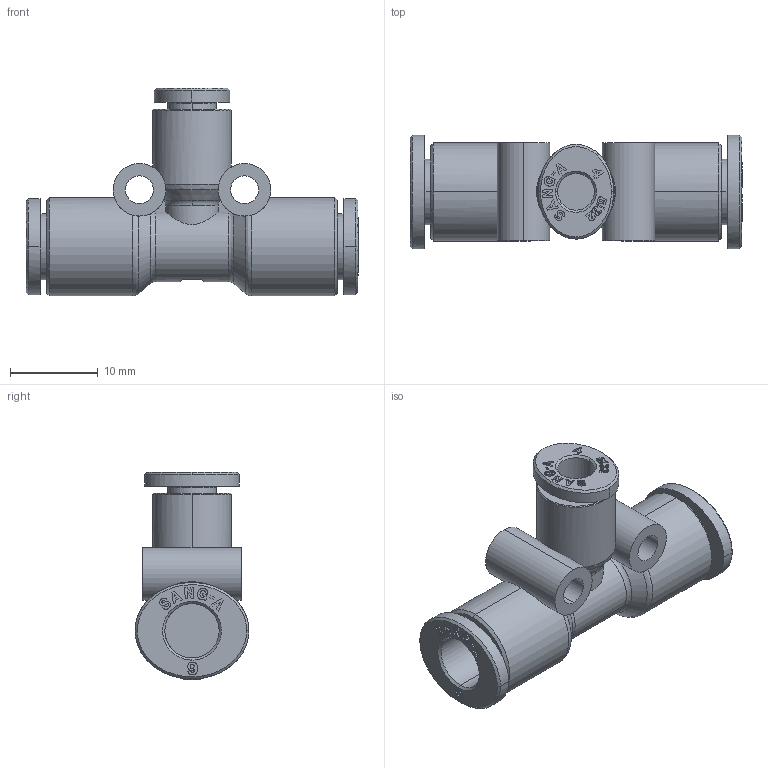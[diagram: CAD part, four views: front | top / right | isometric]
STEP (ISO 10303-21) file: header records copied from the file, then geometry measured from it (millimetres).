
FILE_DESCRIPTION (( 'STEP AP214' ), '1' );
FILE_NAME ('PUG06-04.stp', '2015-08-18T06:50:43', ( '' ), ( '' ), 'SwSTEP 2.0', 'SolidWorks 2015', '' );
FILE_SCHEMA (( 'AUTOMOTIVE_DESIGN' ));
Length unit declared in the file: millimetre
Products named in the file (2): ｦ+ﾃｦ2; PUG06-04
Assembly tree (1 placements, depth 2):
  PUG06-04
    ｦ+ﾃｦ2
Bounding box: 37.9 x 13 x 23.7 mm (x, y, z)
Volume: 3205.6 mm3; surface area: 3510.8 mm2
Topology: 1 solids, 1 shells, 859 faces, 2420 edges, 1606 vertices
Faces by surface type: plane 677, bspline 100, cylinder 56, cone 19, torus 7
Entity records: 31363 total; most frequent: CARTESIAN_POINT 9382, ORIENTED_EDGE 4840, DIRECTION 3821, EDGE_CURVE 2420, VECTOR 1997, LINE 1997, VERTEX_POINT 1606, AXIS2_PLACEMENT_3D 912
